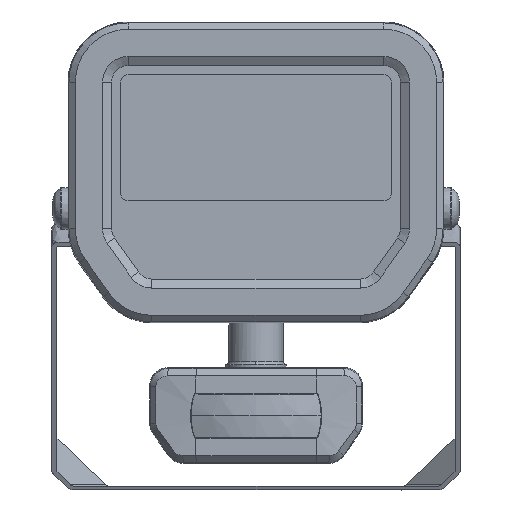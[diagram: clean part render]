
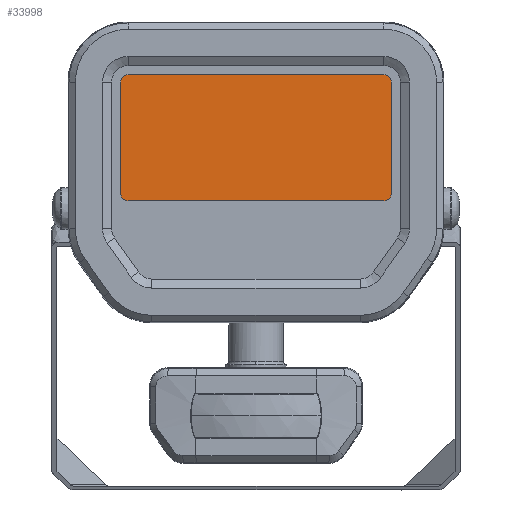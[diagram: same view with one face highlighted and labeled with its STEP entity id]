
A CAD part, top view. The second image highlights one B-rep face of the part: STEP entity #33998.
In plain terms, the highlighted face is planar.
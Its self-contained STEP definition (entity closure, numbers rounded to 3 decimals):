
#307 = AXIS2_PLACEMENT_3D ( 'NONE', #22198, #12913, #34602 ) ;
#3132 = CARTESIAN_POINT ( 'NONE',  ( 42.5, 98.525, -67.282 ) ) ;
#3474 = CARTESIAN_POINT ( 'NONE',  ( -45., 135.525, -67.282 ) ) ;
#3588 = CARTESIAN_POINT ( 'NONE',  ( -42.5, 96.025, -67.282 ) ) ;
#4155 = FACE_OUTER_BOUND ( 'NONE', #39376, .T. ) ;
#4801 = CIRCLE ( 'NONE', #35790, 2.5 ) ;
#4982 = EDGE_CURVE ( 'NONE', #12772, #29583, #4801, .T. ) ;
#4992 = CARTESIAN_POINT ( 'NONE',  ( -45., 135.525, -67.282 ) ) ;
#5066 = CARTESIAN_POINT ( 'NONE',  ( -42.5, 135.525, -67.282 ) ) ;
#5137 = CARTESIAN_POINT ( 'NONE',  ( -42.5, 98.525, -67.282 ) ) ;
#5510 = CARTESIAN_POINT ( 'NONE',  ( 45., 135.525, -67.282 ) ) ;
#5604 = VERTEX_POINT ( 'NONE', #15740 ) ;
#6205 = ORIENTED_EDGE ( 'NONE', *, *, #30170, .T. ) ;
#6969 = EDGE_CURVE ( 'NONE', #29583, #38541, #31551, .T. ) ;
#6994 = ORIENTED_EDGE ( 'NONE', *, *, #9396, .T. ) ;
#7415 = VECTOR ( 'NONE', #9754, 1000. ) ;
#8237 = CIRCLE ( 'NONE', #307, 2.5 ) ;
#8518 = LINE ( 'NONE', #33701, #36605 ) ;
#8561 = DIRECTION ( 'NONE',  ( 0., 0., -1. ) ) ;
#8748 = EDGE_CURVE ( 'NONE', #27994, #5604, #32539, .T. ) ;
#9396 = EDGE_CURVE ( 'NONE', #5604, #12772, #38025, .T. ) ;
#9754 = DIRECTION ( 'NONE',  ( -1., 0., 0. ) ) ;
#9761 = VERTEX_POINT ( 'NONE', #12081 ) ;
#10032 = DIRECTION ( 'NONE',  ( 0., 1., 0. ) ) ;
#11328 = VERTEX_POINT ( 'NONE', #35986 ) ;
#12081 = CARTESIAN_POINT ( 'NONE',  ( 42.5, 138.025, -67.282 ) ) ;
#12746 = CARTESIAN_POINT ( 'NONE',  ( 45., 98.525, -67.282 ) ) ;
#12772 = VERTEX_POINT ( 'NONE', #17941 ) ;
#12913 = DIRECTION ( 'NONE',  ( 0., 0., -1. ) ) ;
#13241 = ORIENTED_EDGE ( 'NONE', *, *, #25090, .T. ) ;
#13425 = CARTESIAN_POINT ( 'NONE',  ( -42.5, 135.525, -67.282 ) ) ;
#14052 = VERTEX_POINT ( 'NONE', #14471 ) ;
#14471 = CARTESIAN_POINT ( 'NONE',  ( -42.5, 138.025, -67.282 ) ) ;
#15070 = DIRECTION ( 'NONE',  ( 0., 0., -1. ) ) ;
#15740 = CARTESIAN_POINT ( 'NONE',  ( 42.5, 96.025, -67.282 ) ) ;
#17941 = CARTESIAN_POINT ( 'NONE',  ( -42.5, 96.025, -67.282 ) ) ;
#18006 = DIRECTION ( 'NONE',  ( 1., 0., 0. ) ) ;
#18045 = AXIS2_PLACEMENT_3D ( 'NONE', #13425, #25990, #38597 ) ;
#18059 = DIRECTION ( 'NONE',  ( -1., 0., 0. ) ) ;
#19112 = DIRECTION ( 'NONE',  ( 0., -1., 0. ) ) ;
#20200 = PLANE ( 'NONE',  #18045 ) ;
#22198 = CARTESIAN_POINT ( 'NONE',  ( 42.5, 135.525, -67.282 ) ) ;
#23092 = AXIS2_PLACEMENT_3D ( 'NONE', #5066, #8561, #18059 ) ;
#23231 = VECTOR ( 'NONE', #10032, 1000. ) ;
#25090 = EDGE_CURVE ( 'NONE', #38541, #14052, #38915, .T. ) ;
#25990 = DIRECTION ( 'NONE',  ( 0., 0., -1. ) ) ;
#27994 = VERTEX_POINT ( 'NONE', #12746 ) ;
#29583 = VERTEX_POINT ( 'NONE', #32626 ) ;
#29871 = AXIS2_PLACEMENT_3D ( 'NONE', #3132, #15070, #40853 ) ;
#30170 = EDGE_CURVE ( 'NONE', #14052, #9761, #8518, .T. ) ;
#31251 = ORIENTED_EDGE ( 'NONE', *, *, #4982, .T. ) ;
#31551 = LINE ( 'NONE', #3474, #23231 ) ;
#32519 = ORIENTED_EDGE ( 'NONE', *, *, #40174, .T. ) ;
#32539 = CIRCLE ( 'NONE', #29871, 2.5 ) ;
#32626 = CARTESIAN_POINT ( 'NONE',  ( -45., 98.525, -67.282 ) ) ;
#32791 = EDGE_CURVE ( 'NONE', #11328, #27994, #33794, .T. ) ;
#33618 = DIRECTION ( 'NONE',  ( -1., 0., 0. ) ) ;
#33632 = ORIENTED_EDGE ( 'NONE', *, *, #6969, .T. ) ;
#33701 = CARTESIAN_POINT ( 'NONE',  ( -42.5, 138.025, -67.282 ) ) ;
#33794 = LINE ( 'NONE', #5510, #39667 ) ;
#33998 = ADVANCED_FACE ( 'NONE', ( #4155 ), #20200, .T. ) ;
#34602 = DIRECTION ( 'NONE',  ( -1., 0., 0. ) ) ;
#34999 = ORIENTED_EDGE ( 'NONE', *, *, #32791, .T. ) ;
#35790 = AXIS2_PLACEMENT_3D ( 'NONE', #5137, #37314, #33618 ) ;
#35986 = CARTESIAN_POINT ( 'NONE',  ( 45., 135.525, -67.282 ) ) ;
#36605 = VECTOR ( 'NONE', #18006, 1000. ) ;
#37314 = DIRECTION ( 'NONE',  ( 0., 0., -1. ) ) ;
#38025 = LINE ( 'NONE', #3588, #7415 ) ;
#38541 = VERTEX_POINT ( 'NONE', #4992 ) ;
#38597 = DIRECTION ( 'NONE',  ( -1., 0., 0. ) ) ;
#38915 = CIRCLE ( 'NONE', #23092, 2.5 ) ;
#39376 = EDGE_LOOP ( 'NONE', ( #6994, #31251, #33632, #13241, #6205, #32519, #34999, #39378 ) ) ;
#39378 = ORIENTED_EDGE ( 'NONE', *, *, #8748, .T. ) ;
#39667 = VECTOR ( 'NONE', #19112, 1000. ) ;
#40174 = EDGE_CURVE ( 'NONE', #9761, #11328, #8237, .T. ) ;
#40853 = DIRECTION ( 'NONE',  ( -1., 0., 0. ) ) ;
